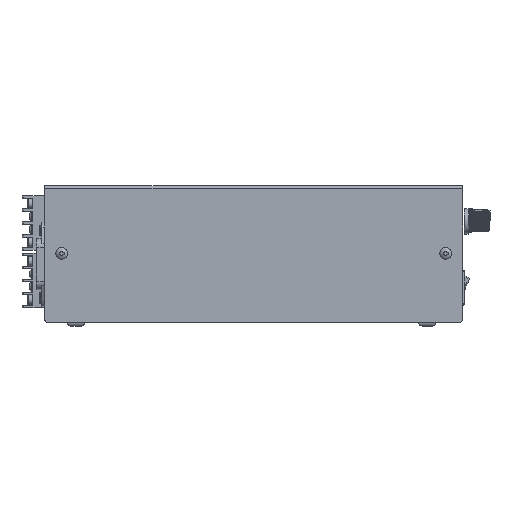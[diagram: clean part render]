
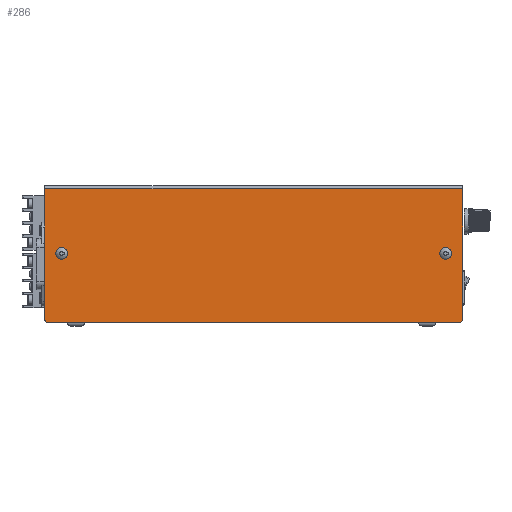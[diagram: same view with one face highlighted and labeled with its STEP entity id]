
A CAD part, front view. The second image highlights one B-rep face of the part: STEP entity #286.
In plain terms, the highlighted planar face has unit normal (0, -1, 0).
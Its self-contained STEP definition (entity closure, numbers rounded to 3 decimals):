
#71 = CARTESIAN_POINT ( 'NONE',  ( -113.75, -34., 37. ) ) ;
#73 = VERTEX_POINT ( 'NONE', #75 ) ;
#75 = CARTESIAN_POINT ( 'NONE',  ( 113.75, -34., 37. ) ) ;
#88 = VERTEX_POINT ( 'NONE', #71 ) ;
#286 = ADVANCED_FACE ( 'NONE', ( #12034, #12031, #12014 ), #12045, .F. ) ;
#2474 = CARTESIAN_POINT ( 'NONE',  ( -123.75, -34., 0. ) ) ;
#2558 = CARTESIAN_POINT ( 'NONE',  ( -123.75, -34., 77.263 ) ) ;
#2582 = CARTESIAN_POINT ( 'NONE',  ( -121.75, -34., -2. ) ) ;
#2586 = CARTESIAN_POINT ( 'NONE',  ( 123.75, -34., 77.263 ) ) ;
#2595 = CARTESIAN_POINT ( 'NONE',  ( 121.75, -34., -2. ) ) ;
#2637 = CARTESIAN_POINT ( 'NONE',  ( 123.75, -34., 0. ) ) ;
#5010 = AXIS2_PLACEMENT_3D ( 'NONE', #12040, #12035, #12027 ) ;
#12014 = FACE_OUTER_BOUND ( 'NONE', #34463, .T. ) ;
#12027 = DIRECTION ( 'NONE',  ( 0., 0., 1. ) ) ;
#12031 = FACE_BOUND ( 'NONE', #36228, .T. ) ;
#12034 = FACE_BOUND ( 'NONE', #34451, .T. ) ;
#12035 = DIRECTION ( 'NONE',  ( 0., 1., 0. ) ) ;
#12040 = CARTESIAN_POINT ( 'NONE',  ( -123.75, -34., 78. ) ) ;
#12045 = PLANE ( 'NONE',  #5010 ) ;
#14567 = ORIENTED_EDGE ( 'NONE', *, *, #18733, .F. ) ;
#14622 = ORIENTED_EDGE ( 'NONE', *, *, #18745, .T. ) ;
#14632 = ORIENTED_EDGE ( 'NONE', *, *, #18716, .F. ) ;
#14675 = ORIENTED_EDGE ( 'NONE', *, *, #18770, .T. ) ;
#14687 = ORIENTED_EDGE ( 'NONE', *, *, #18764, .F. ) ;
#14703 = ORIENTED_EDGE ( 'NONE', *, *, #18724, .T. ) ;
#14719 = ORIENTED_EDGE ( 'NONE', *, *, #18757, .T. ) ;
#14721 = ORIENTED_EDGE ( 'NONE', *, *, #18759, .T. ) ;
#18716 = EDGE_CURVE ( 'NONE', #88, #88, #26710, .T. ) ;
#18724 = EDGE_CURVE ( 'NONE', #39205, #39217, #26228, .T. ) ;
#18733 = EDGE_CURVE ( 'NONE', #73, #73, #26716, .T. ) ;
#18745 = EDGE_CURVE ( 'NONE', #39232, #39236, #26336, .T. ) ;
#18757 = EDGE_CURVE ( 'NONE', #39175, #39232, #26831, .T. ) ;
#18759 = EDGE_CURVE ( 'NONE', #39236, #39205, #26922, .T. ) ;
#18764 = EDGE_CURVE ( 'NONE', #39177, #39217, #26461, .T. ) ;
#18770 = EDGE_CURVE ( 'NONE', #39177, #39175, #26516, .T. ) ;
#26181 = CARTESIAN_POINT ( 'NONE',  ( 123.75, -34., 78. ) ) ;
#26183 = DIRECTION ( 'NONE',  ( 0., 0., -1. ) ) ;
#26198 = DIRECTION ( 'NONE',  ( 0., -1., 0. ) ) ;
#26207 = CARTESIAN_POINT ( 'NONE',  ( -113.75, -34., 39. ) ) ;
#26228 = LINE ( 'NONE', #26181, #26735 ) ;
#26239 = DIRECTION ( 'NONE',  ( 0., 0., 1. ) ) ;
#26272 = DIRECTION ( 'NONE',  ( 0., -1., 0. ) ) ;
#26274 = DIRECTION ( 'NONE',  ( 0., 0., -1. ) ) ;
#26313 = CARTESIAN_POINT ( 'NONE',  ( 113.75, -34., 39. ) ) ;
#26336 = LINE ( 'NONE', #26364, #26752 ) ;
#26364 = CARTESIAN_POINT ( 'NONE',  ( -123.75, -34., -2. ) ) ;
#26366 = DIRECTION ( 'NONE',  ( 1., 0., 0. ) ) ;
#26435 = CARTESIAN_POINT ( 'NONE',  ( -121.75, -34., 0. ) ) ;
#26441 = DIRECTION ( 'NONE',  ( 0., -1., 0. ) ) ;
#26446 = DIRECTION ( 'NONE',  ( 0., 0., 1. ) ) ;
#26451 = CARTESIAN_POINT ( 'NONE',  ( 123.75, -34., 77.263 ) ) ;
#26459 = DIRECTION ( 'NONE',  ( 0., 0., 1. ) ) ;
#26461 = LINE ( 'NONE', #26451, #26920 ) ;
#26465 = DIRECTION ( 'NONE',  ( 0., -1., 0. ) ) ;
#26491 = CARTESIAN_POINT ( 'NONE',  ( -123.75, -34., 78. ) ) ;
#26501 = CARTESIAN_POINT ( 'NONE',  ( 121.75, -34., 0. ) ) ;
#26506 = DIRECTION ( 'NONE',  ( 1., 0., 0. ) ) ;
#26516 = LINE ( 'NONE', #26491, #26861 ) ;
#26527 = DIRECTION ( 'NONE',  ( 0., 0., -1. ) ) ;
#26710 = CIRCLE ( 'NONE', #26785, 2. ) ;
#26716 = CIRCLE ( 'NONE', #26718, 2. ) ;
#26718 = AXIS2_PLACEMENT_3D ( 'NONE', #26313, #26272, #26274 ) ;
#26735 = VECTOR ( 'NONE', #26239, 1000. ) ;
#26752 = VECTOR ( 'NONE', #26366, 1000. ) ;
#26785 = AXIS2_PLACEMENT_3D ( 'NONE', #26207, #26198, #26183 ) ;
#26819 = AXIS2_PLACEMENT_3D ( 'NONE', #26501, #26465, #26459 ) ;
#26831 = CIRCLE ( 'NONE', #26906, 2. ) ;
#26861 = VECTOR ( 'NONE', #26527, 1000. ) ;
#26906 = AXIS2_PLACEMENT_3D ( 'NONE', #26435, #26441, #26446 ) ;
#26920 = VECTOR ( 'NONE', #26506, 1000. ) ;
#26922 = CIRCLE ( 'NONE', #26819, 2. ) ;
#34451 = EDGE_LOOP ( 'NONE', ( #14632 ) ) ;
#34463 = EDGE_LOOP ( 'NONE', ( #14675, #14719, #14622, #14721, #14703, #14687 ) ) ;
#36228 = EDGE_LOOP ( 'NONE', ( #14567 ) ) ;
#39175 = VERTEX_POINT ( 'NONE', #2474 ) ;
#39177 = VERTEX_POINT ( 'NONE', #2558 ) ;
#39205 = VERTEX_POINT ( 'NONE', #2637 ) ;
#39217 = VERTEX_POINT ( 'NONE', #2586 ) ;
#39232 = VERTEX_POINT ( 'NONE', #2582 ) ;
#39236 = VERTEX_POINT ( 'NONE', #2595 ) ;
